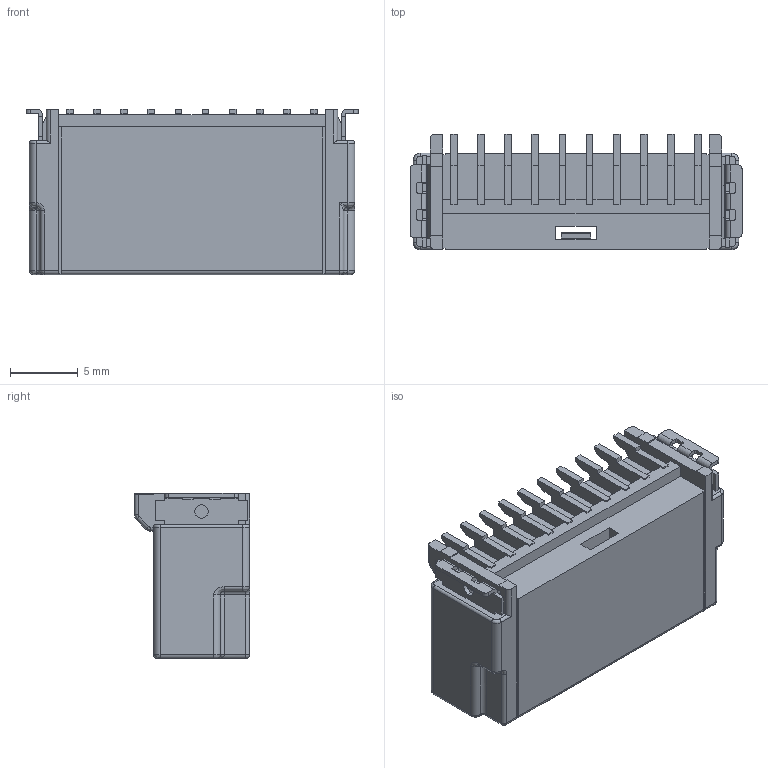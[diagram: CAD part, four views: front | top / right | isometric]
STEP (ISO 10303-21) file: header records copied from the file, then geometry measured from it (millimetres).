
FILE_DESCRIPTION((''),'2;1');
FILE_NAME('CVM_020_D_SMT_10M_V_ASSY','2020-10-16T15:38:57',('drkoo'),(''),'CREO PARAMETRIC BY PTC INC, 2017380','CREO PARAMETRIC BY PTC INC, 2017380','');
FILE_SCHEMA(('CONFIG_CONTROL_DESIGN'));
Length unit declared in the file: millimetre
Products named in the file (1): CVM_020_D_SMT_10M_V_ASSY
Bounding box: 24.5 x 8.5 x 12.2 mm (x, y, z)
Volume: 873.3 mm3; surface area: 2169.3 mm2
Topology: 1 solids, 1 shells, 854 faces, 2301 edges, 1426 vertices
Faces by surface type: plane 481, cylinder 271, torus 35, sphere 32, cone 18, bspline 17
Entity records: 27033 total; most frequent: CARTESIAN_POINT 5919, ORIENTED_EDGE 4530, DIRECTION 4209, EDGE_CURVE 2265, VECTOR 1631, LINE 1631, VERTEX_POINT 1426, AXIS2_PLACEMENT_3D 1289
